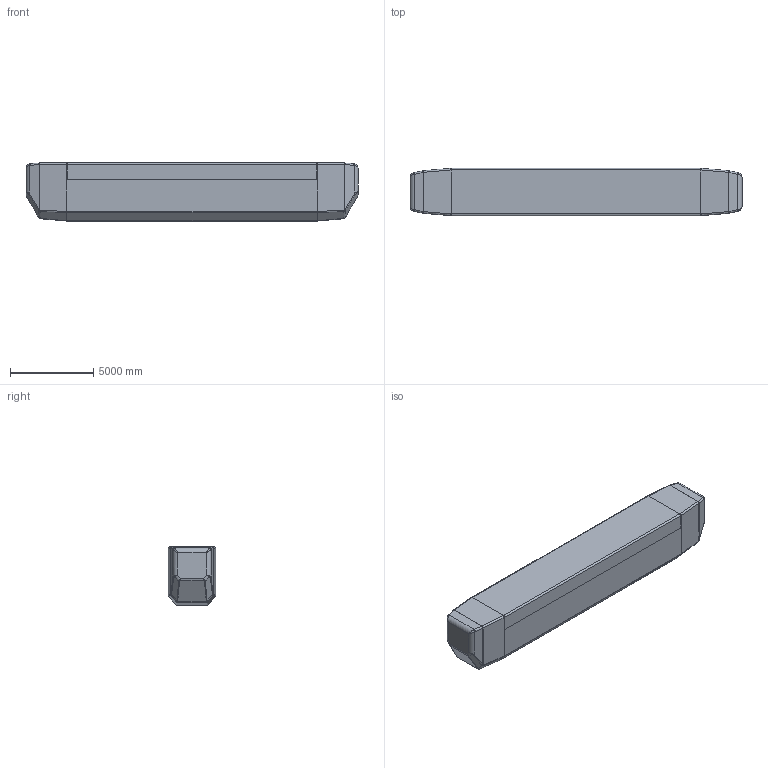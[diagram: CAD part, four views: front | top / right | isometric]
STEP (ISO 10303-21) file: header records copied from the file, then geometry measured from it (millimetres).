
FILE_DESCRIPTION (( 'STEP AP214' ), '1' );
FILE_NAME ('Locomotive_versionC_LessDetailed.STEP', '2024-03-20T10:55:42', ( '' ), ( '' ), 'SwSTEP 2.0', 'SolidWorks 2022', '' );
FILE_SCHEMA (( 'AUTOMOTIVE_DESIGN' ));
Length unit declared in the file: millimetre
Products named in the file (1): Locomotive_versionC_LessDetailed
Bounding box: 20000 x 2850 x 3500 mm (x, y, z)
Surface area: 245877818.5 mm2 (no closed solid volume)
Topology: 0 solids, 3 shells, 189 faces, 466 edges, 248 vertices
Faces by surface type: cylinder 78, bspline 52, plane 35, sphere 20, torus 4
Entity records: 13102 total; most frequent: CARTESIAN_POINT 7969, ORIENTED_EDGE 836, EDGE_CURVE 434, B_SPLINE_CURVE_WITH_KNOTS 387, DIRECTION 276, VERTEX_POINT 248, UNCERTAINTY_MEASURE_WITH_UNIT 191, FILL_AREA_STYLE 190
